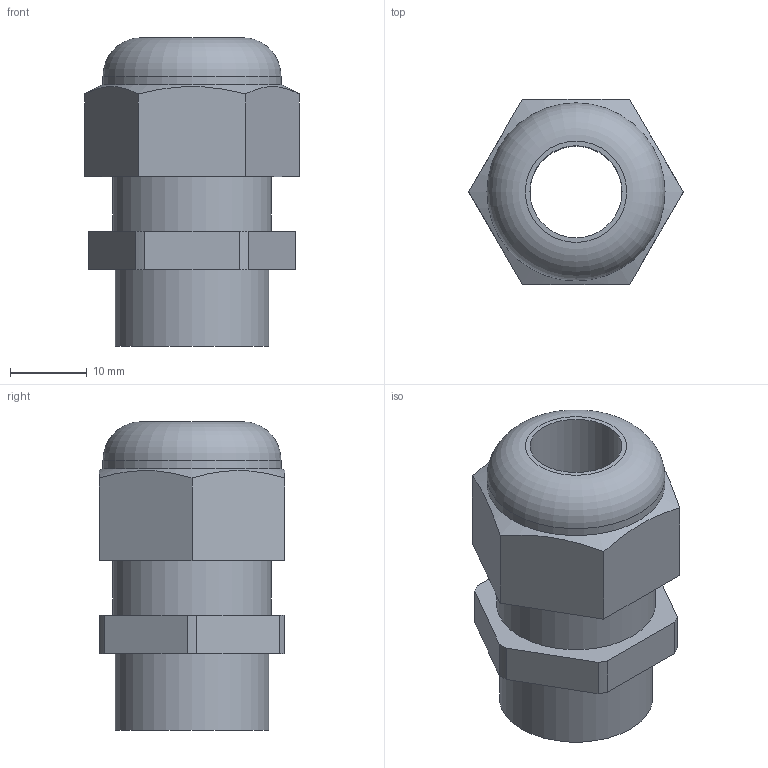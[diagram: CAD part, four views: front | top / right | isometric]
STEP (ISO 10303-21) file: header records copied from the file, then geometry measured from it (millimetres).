
FILE_DESCRIPTION(/* description */ ('SolidDesigner STEP Export'),/* implementation_level */ '2;1');
FILE_NAME(/* name */ '1411133_G_INS_M20_S68N_PNES_BK-select v1.step',/* time_stamp */ '2026-01-15T13:54:20-06:00',/* author */ (''),/* organization */ (''),/* preprocessor_version */ 'ST-DEVELOPER v20.1',/* originating_system */ 'Autodesk Translation Framework v14.17.0.0',/* authorisation */ '');
FILE_SCHEMA (('AUTOMOTIVE_DESIGN { 1 0 10303 214 3 1 1 }'));
Length unit declared in the file: millimetre
Products named in the file (1): 1411133_G_INS_M20_S68N_PNES_BK-select
Bounding box: 27.94 x 24.2 x 40.21 mm (x, y, z)
Volume: 11754 mm3; surface area: 5370.3 mm2
Topology: 1 solids, 1 shells, 29 faces, 70 edges, 46 vertices
Faces by surface type: plane 17, cylinder 10, cone 1, torus 1
Full cylindrical faces by diameter (mm): 12 x1, 20 x1, 20.7 x1, 23.2 x1
Entity records: 925 total; most frequent: CARTESIAN_POINT 158, DIRECTION 147, ORIENTED_EDGE 140, EDGE_CURVE 70, AXIS2_PLACEMENT_3D 53, VERTEX_POINT 46, LINE 41, VECTOR 41
